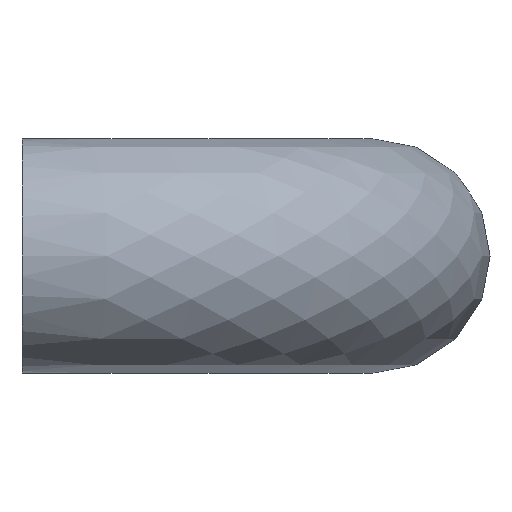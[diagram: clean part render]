
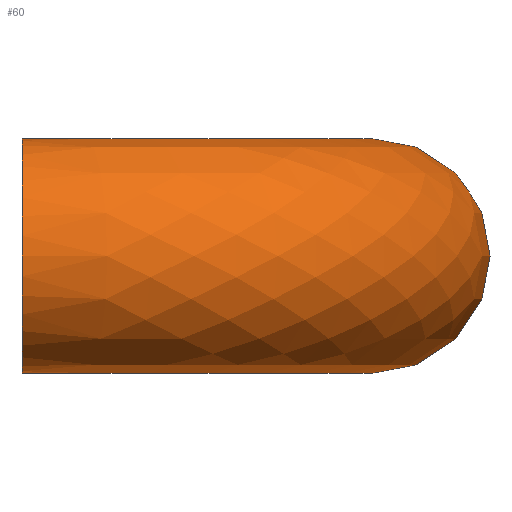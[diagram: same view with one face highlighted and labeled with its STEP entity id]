
A CAD part, front view. The second image highlights one B-rep face of the part: STEP entity #60.
In plain terms, the highlighted free-form (B-spline) face has degree [2, 2] with [9, 5] control points.
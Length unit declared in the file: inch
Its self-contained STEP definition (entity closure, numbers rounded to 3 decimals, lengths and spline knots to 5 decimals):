
#20=FACE_OUTER_BOUND('',#24,.T.);
#24=EDGE_LOOP('',(#49,#50,#51,#52));
#32=CIRCLE('',#86,0.75);
#33=CIRCLE('',#87,1.5);
#34=CIRCLE('',#88,0.75);
#37=VERTEX_POINT('',#205);
#38=VERTEX_POINT('',#207);
#42=EDGE_CURVE('',#37,#37,#32,.T.);
#43=EDGE_CURVE('',#37,#38,#33,.T.);
#44=EDGE_CURVE('',#38,#38,#34,.T.);
#49=ORIENTED_EDGE('',*,*,#42,.F.);
#50=ORIENTED_EDGE('',*,*,#43,.T.);
#51=ORIENTED_EDGE('',*,*,#44,.F.);
#52=ORIENTED_EDGE('',*,*,#43,.F.);
#58=(
BOUNDED_SURFACE()
B_SPLINE_SURFACE(2,2,((#160,#161,#162,#163,#164),(#165,#166,#167,#168,#169),
(#170,#171,#172,#173,#174),(#175,#176,#177,#178,#179),(#180,#181,#182,#183,
#184),(#185,#186,#187,#188,#189),(#190,#191,#192,#193,#194),(#195,#196,
#197,#198,#199),(#200,#201,#202,#203,#204)),.UNSPECIFIED.,.T.,.F.,.F.)
B_SPLINE_SURFACE_WITH_KNOTS((3,2,2,2,3),(3,2,3),(-3.14159,-1.5708,
0.,1.5708,3.14159),(0.,1.5708,3.14159),
 .UNSPECIFIED.)
GEOMETRIC_REPRESENTATION_ITEM()
RATIONAL_B_SPLINE_SURFACE(((1.,0.707,1.,0.707,1.),
(0.707,0.5,0.707,0.5,
0.707),(1.,0.707,1.,0.707,1.),(0.707,
0.5,0.707,0.5,0.707),
(1.,0.707,1.,0.707,1.),(0.707,0.5,
0.707,0.5,0.707),(1.,0.707,
1.,0.707,1.),(0.707,0.5,0.707,
0.5,0.707),(1.,0.707,1.,0.707,
1.)))
REPRESENTATION_ITEM('')
SURFACE()
);
#60=ADVANCED_FACE('',(#20),#58,.T.);
#86=AXIS2_PLACEMENT_3D('',#206,#99,#100);
#87=AXIS2_PLACEMENT_3D('',#208,#101,#102);
#88=AXIS2_PLACEMENT_3D('',#209,#103,#104);
#99=DIRECTION('center_axis',(-1.,0.,0.));
#100=DIRECTION('ref_axis',(0.,-1.,0.));
#101=DIRECTION('center_axis',(0.,0.,1.));
#102=DIRECTION('ref_axis',(0.,-1.,0.));
#103=DIRECTION('center_axis',(-1.,0.,0.));
#104=DIRECTION('ref_axis',(0.,1.,0.));
#160=CARTESIAN_POINT('Ctrl Pts',(0.,0.75,0.));
#161=CARTESIAN_POINT('Ctrl Pts',(1.5,0.75,0.));
#162=CARTESIAN_POINT('Ctrl Pts',(1.5,2.25,0.));
#163=CARTESIAN_POINT('Ctrl Pts',(1.5,3.75,0.));
#164=CARTESIAN_POINT('Ctrl Pts',(0.,3.75,0.));
#165=CARTESIAN_POINT('Ctrl Pts',(0.,0.75,0.75));
#166=CARTESIAN_POINT('Ctrl Pts',(1.5,0.75,0.75));
#167=CARTESIAN_POINT('Ctrl Pts',(1.5,2.25,0.75));
#168=CARTESIAN_POINT('Ctrl Pts',(1.5,3.75,0.75));
#169=CARTESIAN_POINT('Ctrl Pts',(0.,3.75,0.75));
#170=CARTESIAN_POINT('Ctrl Pts',(0.,0.,0.75));
#171=CARTESIAN_POINT('Ctrl Pts',(2.25,0.,0.75));
#172=CARTESIAN_POINT('Ctrl Pts',(2.25,2.25,0.75));
#173=CARTESIAN_POINT('Ctrl Pts',(2.25,4.5,0.75));
#174=CARTESIAN_POINT('Ctrl Pts',(0.,4.5,0.75));
#175=CARTESIAN_POINT('Ctrl Pts',(0.,-0.75,0.75));
#176=CARTESIAN_POINT('Ctrl Pts',(3.,-0.75,0.75));
#177=CARTESIAN_POINT('Ctrl Pts',(3.,2.25,0.75));
#178=CARTESIAN_POINT('Ctrl Pts',(3.,5.25,0.75));
#179=CARTESIAN_POINT('Ctrl Pts',(0.,5.25,0.75));
#180=CARTESIAN_POINT('Ctrl Pts',(0.,-0.75,0.));
#181=CARTESIAN_POINT('Ctrl Pts',(3.,-0.75,0.));
#182=CARTESIAN_POINT('Ctrl Pts',(3.,2.25,0.));
#183=CARTESIAN_POINT('Ctrl Pts',(3.,5.25,0.));
#184=CARTESIAN_POINT('Ctrl Pts',(0.,5.25,0.));
#185=CARTESIAN_POINT('Ctrl Pts',(0.,-0.75,-0.75));
#186=CARTESIAN_POINT('Ctrl Pts',(3.,-0.75,-0.75));
#187=CARTESIAN_POINT('Ctrl Pts',(3.,2.25,-0.75));
#188=CARTESIAN_POINT('Ctrl Pts',(3.,5.25,-0.75));
#189=CARTESIAN_POINT('Ctrl Pts',(0.,5.25,-0.75));
#190=CARTESIAN_POINT('Ctrl Pts',(0.,0.,-0.75));
#191=CARTESIAN_POINT('Ctrl Pts',(2.25,0.,-0.75));
#192=CARTESIAN_POINT('Ctrl Pts',(2.25,2.25,-0.75));
#193=CARTESIAN_POINT('Ctrl Pts',(2.25,4.5,-0.75));
#194=CARTESIAN_POINT('Ctrl Pts',(0.,4.5,-0.75));
#195=CARTESIAN_POINT('Ctrl Pts',(0.,0.75,-0.75));
#196=CARTESIAN_POINT('Ctrl Pts',(1.5,0.75,-0.75));
#197=CARTESIAN_POINT('Ctrl Pts',(1.5,2.25,-0.75));
#198=CARTESIAN_POINT('Ctrl Pts',(1.5,3.75,-0.75));
#199=CARTESIAN_POINT('Ctrl Pts',(0.,3.75,-0.75));
#200=CARTESIAN_POINT('Ctrl Pts',(0.,0.75,0.));
#201=CARTESIAN_POINT('Ctrl Pts',(1.5,0.75,0.));
#202=CARTESIAN_POINT('Ctrl Pts',(1.5,2.25,0.));
#203=CARTESIAN_POINT('Ctrl Pts',(1.5,3.75,0.));
#204=CARTESIAN_POINT('Ctrl Pts',(0.,3.75,0.));
#205=CARTESIAN_POINT('',(0.,0.75,0.));
#206=CARTESIAN_POINT('Origin',(0.,0.,0.));
#207=CARTESIAN_POINT('',(0.,3.75,0.));
#208=CARTESIAN_POINT('Origin',(0.,2.25,0.));
#209=CARTESIAN_POINT('Origin',(0.,4.5,0.));
